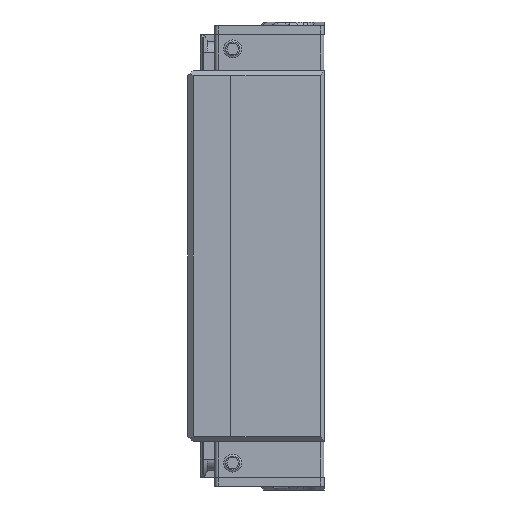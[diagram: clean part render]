
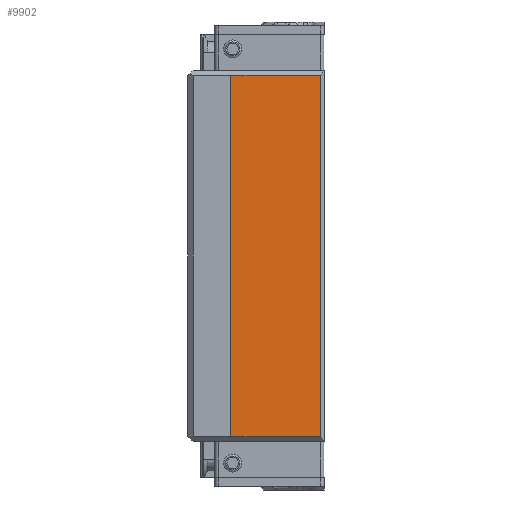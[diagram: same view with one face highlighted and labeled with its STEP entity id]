
A CAD part, left-side view. The second image highlights one B-rep face of the part: STEP entity #9902.
In plain terms, the highlighted planar face has unit normal (-1, 0, 0).
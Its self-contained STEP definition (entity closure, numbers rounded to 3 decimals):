
#508=PLANE('',#10826);
#1180=FACE_OUTER_BOUND('',#1746,.T.);
#1746=EDGE_LOOP('',(#9174,#9175,#9176,#9177));
#2754=LINE('',#16413,#3790);
#2773=LINE('',#16451,#3809);
#2784=LINE('',#16471,#3820);
#2785=LINE('',#16472,#3821);
#3790=VECTOR('',#13518,10.);
#3809=VECTOR('',#13543,10.);
#3820=VECTOR('',#13564,10.);
#3821=VECTOR('',#13565,10.);
#5115=VERTEX_POINT('',#16410);
#5116=VERTEX_POINT('',#16412);
#5131=VERTEX_POINT('',#16448);
#5132=VERTEX_POINT('',#16450);
#6474=EDGE_CURVE('',#5116,#5115,#2754,.T.);
#6493=EDGE_CURVE('',#5132,#5131,#2773,.T.);
#6504=EDGE_CURVE('',#5115,#5132,#2784,.T.);
#6505=EDGE_CURVE('',#5116,#5131,#2785,.T.);
#9174=ORIENTED_EDGE('',*,*,#6474,.T.);
#9175=ORIENTED_EDGE('',*,*,#6504,.T.);
#9176=ORIENTED_EDGE('',*,*,#6493,.T.);
#9177=ORIENTED_EDGE('',*,*,#6505,.F.);
#9902=ADVANCED_FACE('',(#1180),#508,.T.);
#10826=AXIS2_PLACEMENT_3D('',#16470,#13562,#13563);
#13518=DIRECTION('',(0.,-1.,0.));
#13543=DIRECTION('',(0.,1.,0.));
#13562=DIRECTION('center_axis',(-1.,0.,0.));
#13563=DIRECTION('ref_axis',(0.,-1.,0.));
#13564=DIRECTION('',(0.,0.,1.));
#13565=DIRECTION('',(0.,0.,1.));
#16410=CARTESIAN_POINT('',(-29.85,-24.,-50.4));
#16412=CARTESIAN_POINT('',(-29.85,1.,-50.4));
#16413=CARTESIAN_POINT('',(-29.85,0.5,-50.4));
#16448=CARTESIAN_POINT('',(-29.85,1.,50.4));
#16450=CARTESIAN_POINT('',(-29.85,-24.,50.4));
#16451=CARTESIAN_POINT('',(-29.85,0.5,50.4));
#16470=CARTESIAN_POINT('Origin',(-29.85,1.,0.));
#16471=CARTESIAN_POINT('',(-29.85,-24.,0.));
#16472=CARTESIAN_POINT('',(-29.85,1.,0.));
